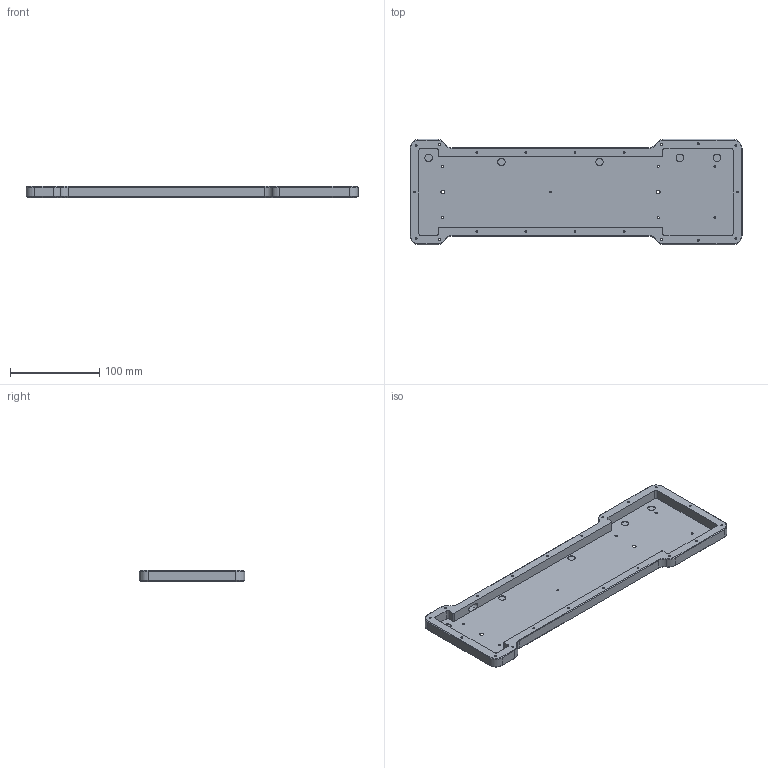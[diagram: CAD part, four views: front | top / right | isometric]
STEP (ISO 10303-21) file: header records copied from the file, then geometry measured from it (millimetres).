
FILE_DESCRIPTION(('HOOPS Exchange Step'),'2;1');
FILE_NAME('temp_export','2024-09-14T11:31:31-04:00',('jscotto'),('Shapr3D Limited'),'HOOPS Exchange 2024.2','Shapr3D','Authorized');
FILE_SCHEMA( ('AP242_MANAGED_MODEL_BASED_3D_ENGINEERING_MIM_LF {1 0 10303 442 1 1 4 }') );
Length unit declared in the file: millimetre
Products named in the file (1): Case (Bottom)
Bounding box: 371.35 x 117.75 x 12.4 mm (x, y, z)
Volume: 148918.6 mm3; surface area: 102507.6 mm2
Topology: 1 solids, 1 shells, 203 faces, 560 edges, 364 vertices
Faces by surface type: cylinder 80, cone 75, plane 48
Full cylindrical faces by diameter (mm): 2.2 x27, 4.2 x22, 8.25 x5
Entity records: 6748 total; most frequent: DIRECTION 1272, CARTESIAN_POINT 1129, ORIENTED_EDGE 1120, EDGE_CURVE 560, AXIS2_PLACEMENT_3D 507, VERTEX_POINT 364, CIRCLE 302, EDGE_LOOP 268
